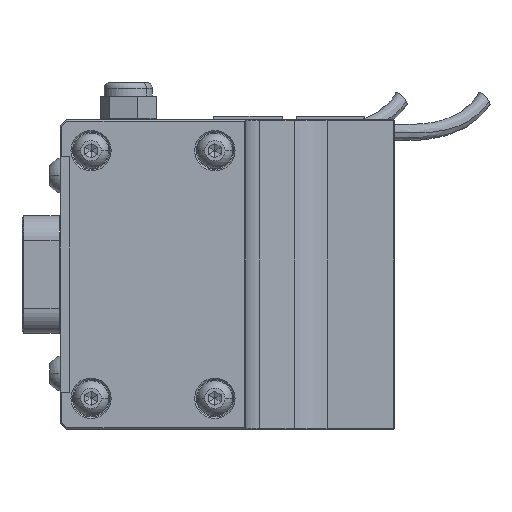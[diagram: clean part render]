
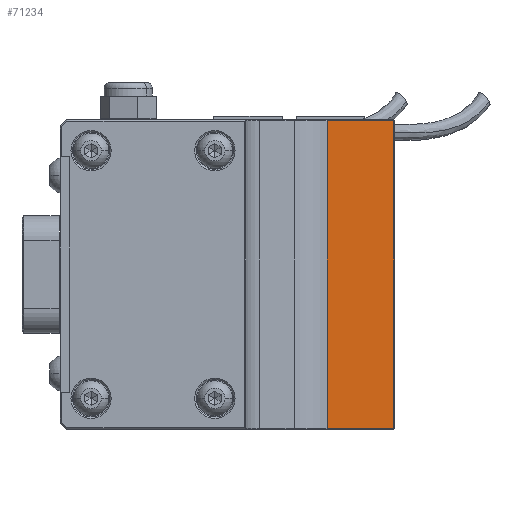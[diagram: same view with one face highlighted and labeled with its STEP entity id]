
A CAD part, left-side view. The second image highlights one B-rep face of the part: STEP entity #71234.
In plain terms, the highlighted planar face has unit normal (-1, 0, 0).
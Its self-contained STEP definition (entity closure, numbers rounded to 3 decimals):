
#257 = VERTEX_POINT ( 'NONE', #4412 ) ;
#484 = DIRECTION ( 'NONE',  ( 0., -1., 0. ) ) ;
#1506 = EDGE_CURVE ( 'NONE', #60006, #17433, #41429, .T. ) ;
#2732 = AXIS2_PLACEMENT_3D ( 'NONE', #12768, #54873, #18817 ) ;
#4412 = CARTESIAN_POINT ( 'NONE',  ( -40.5, 0.15, -24.85 ) ) ;
#5742 = LINE ( 'NONE', #39508, #65990 ) ;
#6369 = DIRECTION ( 'NONE',  ( 0., 1., 0. ) ) ;
#12768 = CARTESIAN_POINT ( 'NONE',  ( -40.5, 0., -25. ) ) ;
#14108 = VECTOR ( 'NONE', #484, 1000. ) ;
#15334 = EDGE_CURVE ( 'NONE', #61206, #60006, #44231, .T. ) ;
#16015 = LINE ( 'NONE', #54724, #14108 ) ;
#17399 = CARTESIAN_POINT ( 'NONE',  ( -40.5, 10.893, -25. ) ) ;
#17433 = VERTEX_POINT ( 'NONE', #73672 ) ;
#17551 = DIRECTION ( 'NONE',  ( 0., 0., -1. ) ) ;
#18817 = DIRECTION ( 'NONE',  ( 0., 0., -1. ) ) ;
#19847 = CARTESIAN_POINT ( 'NONE',  ( -40.5, 0.15, 24.85 ) ) ;
#22742 = ORIENTED_EDGE ( 'NONE', *, *, #57309, .T. ) ;
#24568 = PLANE ( 'NONE',  #2732 ) ;
#26817 = EDGE_LOOP ( 'NONE', ( #22742, #52345, #70608, #67144 ) ) ;
#28250 = EDGE_CURVE ( 'NONE', #257, #61206, #5742, .T. ) ;
#30270 = CARTESIAN_POINT ( 'NONE',  ( -40.5, 10.893, 24.85 ) ) ;
#35233 = FACE_OUTER_BOUND ( 'NONE', #26817, .T. ) ;
#39508 = CARTESIAN_POINT ( 'NONE',  ( -40.5, 0.15, -25. ) ) ;
#39513 = VECTOR ( 'NONE', #17551, 1000. ) ;
#41429 = LINE ( 'NONE', #17399, #39513 ) ;
#44231 = LINE ( 'NONE', #72424, #58301 ) ;
#52345 = ORIENTED_EDGE ( 'NONE', *, *, #28250, .T. ) ;
#54724 = CARTESIAN_POINT ( 'NONE',  ( -40.5, 0., -24.85 ) ) ;
#54873 = DIRECTION ( 'NONE',  ( 1., 0., 0. ) ) ;
#57309 = EDGE_CURVE ( 'NONE', #17433, #257, #16015, .T. ) ;
#58301 = VECTOR ( 'NONE', #6369, 1000. ) ;
#60006 = VERTEX_POINT ( 'NONE', #30270 ) ;
#61206 = VERTEX_POINT ( 'NONE', #19847 ) ;
#65990 = VECTOR ( 'NONE', #75512, 1000. ) ;
#67144 = ORIENTED_EDGE ( 'NONE', *, *, #1506, .T. ) ;
#70608 = ORIENTED_EDGE ( 'NONE', *, *, #15334, .T. ) ;
#71234 = ADVANCED_FACE ( 'NONE', ( #35233 ), #24568, .F. ) ;
#72424 = CARTESIAN_POINT ( 'NONE',  ( -40.5, 0., 24.85 ) ) ;
#73672 = CARTESIAN_POINT ( 'NONE',  ( -40.5, 10.893, -24.85 ) ) ;
#75512 = DIRECTION ( 'NONE',  ( 0., 0., 1. ) ) ;
